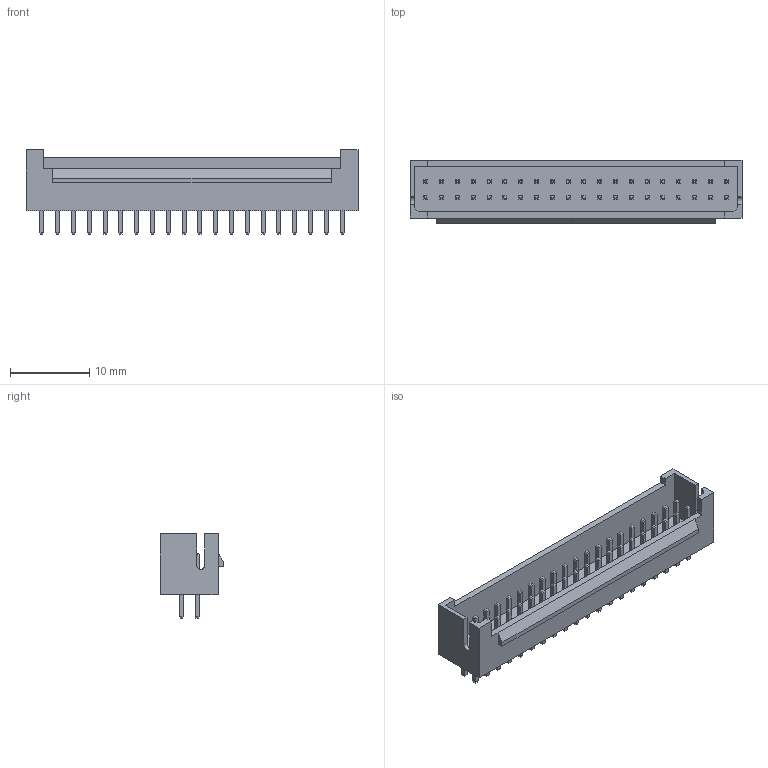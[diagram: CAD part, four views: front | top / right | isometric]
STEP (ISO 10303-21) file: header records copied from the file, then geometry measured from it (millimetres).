
FILE_DESCRIPTION (( 'STEP AP214' ), '1' );
FILE_NAME ('User Library-phb-2x20.STEP', '2021-01-23T07:44:48', ( '' ), ( '' ), 'SwSTEP 2.0', 'SolidWorks 2020', '' );
FILE_SCHEMA (( 'AUTOMOTIVE_DESIGN' ));
Length unit declared in the file: millimetre
Products named in the file (3): User Library-phb-2x20; PIN_0_5X0_5; PHB-2X20
Assembly tree (41 placements, depth 2):
  User Library-phb-2x20
    PHB-2X20
    PIN_0_5X0_5  x40
Bounding box: 42 x 8 x 10.7 mm (x, y, z)
Volume: 838.2 mm3; surface area: 2486 mm2
Topology: 41 solids, 41 shells, 753 faces, 1691 edges, 1020 vertices
Faces by surface type: plane 751, cylinder 2
Entity records: 9516 total; most frequent: CARTESIAN_POINT 1246, ORIENTED_EDGE 1198, DIRECTION 1105, EDGE_CURVE 599, LINE 595, VECTOR 595, VERTEX_POINT 396, EDGE_LOOP 287
